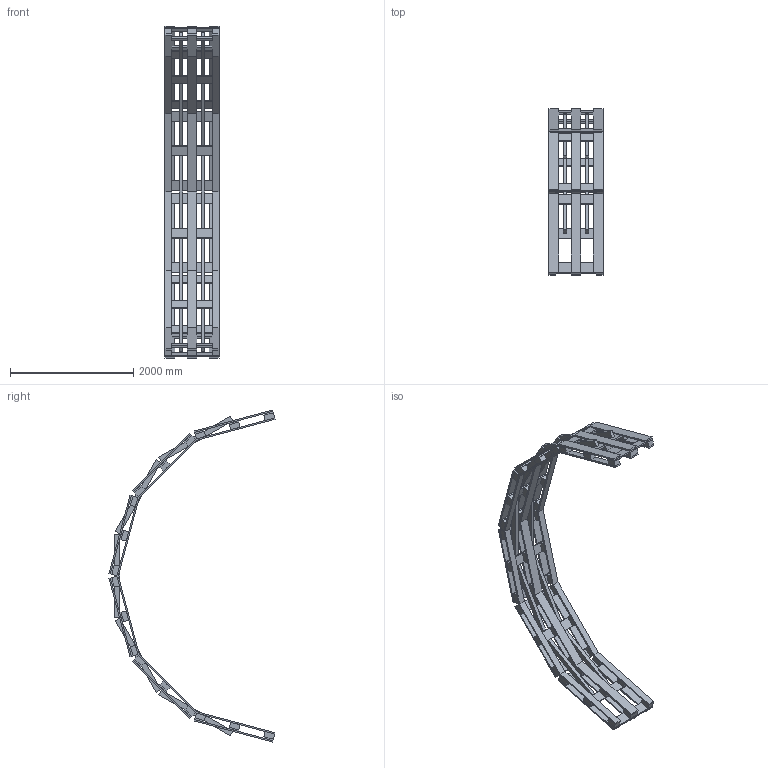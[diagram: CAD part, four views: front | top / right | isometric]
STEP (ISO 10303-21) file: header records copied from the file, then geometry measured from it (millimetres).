
FILE_DESCRIPTION(('FreeCAD Model'),'2;1');
FILE_NAME('Open CASCADE Shape Model','2025-05-01T21:11:50',('FreeCAD'),( 'FreeCAD'),'Open CASCADE STEP processor 7.6','FreeCAD','Unknown');
FILE_SCHEMA(('AUTOMOTIVE_DESIGN { 1 0 10303 214 1 1 1 1 }'));
Length unit declared in the file: millimetre
Products named in the file (1): Open CASCADE STEP translator 7.6 1
Bounding box: 876.41 x 2692.02 x 5384.03 mm (x, y, z)
Volume: 381202653.6 mm3; surface area: 30706154.2 mm2
Topology: 118 solids, 118 shells, 728 faces, 1476 edges, 984 vertices
Faces by surface type: bspline 728
Entity records: 16900 total; most frequent: CARTESIAN_POINT 6849, ORIENTED_EDGE 2952, EDGE_CURVE 1476, B_SPLINE_CURVE_WITH_KNOTS 1476, VERTEX_POINT 984, ADVANCED_FACE 728, FACE_BOUND 728, EDGE_LOOP 728
